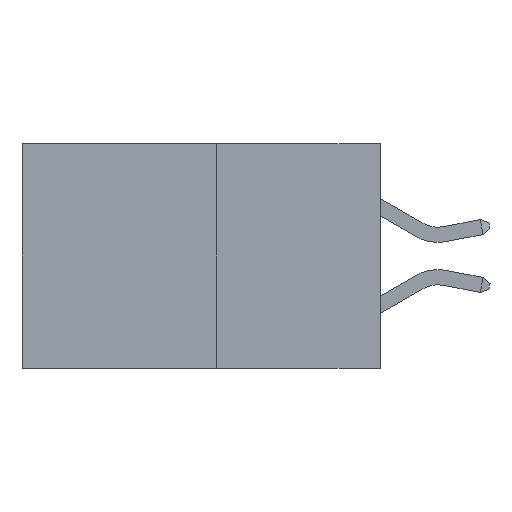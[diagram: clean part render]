
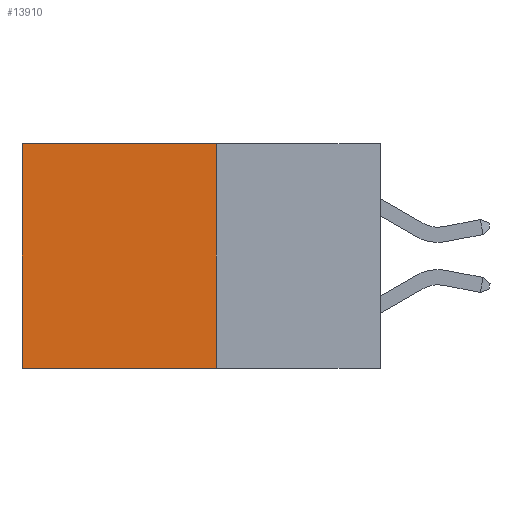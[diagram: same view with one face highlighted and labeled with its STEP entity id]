
A CAD part, left-side view. The second image highlights one B-rep face of the part: STEP entity #13910.
In plain terms, the highlighted planar face has unit normal (-1, 0, 0).
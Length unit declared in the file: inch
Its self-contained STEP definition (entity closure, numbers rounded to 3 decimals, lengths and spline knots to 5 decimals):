
#764 = VERTEX_POINT ( 'NONE', #8261 ) ;
#1126 = CARTESIAN_POINT ( 'NONE',  ( 0.277, 0.59, 0. ) ) ;
#1160 = DIRECTION ( 'NONE',  ( 0., 0., -1. ) ) ;
#1238 = VECTOR ( 'NONE', #9199, 39.37008 ) ;
#2046 = DIRECTION ( 'NONE',  ( 0., 1., 0. ) ) ;
#2860 = VECTOR ( 'NONE', #1160, 39.37008 ) ;
#3084 = EDGE_CURVE ( 'NONE', #18392, #17153, #16105, .T. ) ;
#3957 = ORIENTED_EDGE ( 'NONE', *, *, #3084, .F. ) ;
#3967 = CARTESIAN_POINT ( 'NONE',  ( 0.277, 0.27, 0. ) ) ;
#4763 = CARTESIAN_POINT ( 'NONE',  ( 0.277, 0.27, -0.37 ) ) ;
#4801 = ORIENTED_EDGE ( 'NONE', *, *, #12971, .F. ) ;
#5365 = LINE ( 'NONE', #9094, #1238 ) ;
#5444 = EDGE_CURVE ( 'NONE', #18392, #7501, #5365, .T. ) ;
#5490 = LINE ( 'NONE', #9718, #16891 ) ;
#6516 = ORIENTED_EDGE ( 'NONE', *, *, #5444, .T. ) ;
#7150 = PLANE ( 'NONE',  #8222 ) ;
#7463 = LINE ( 'NONE', #16595, #2860 ) ;
#7501 = VERTEX_POINT ( 'NONE', #1126 ) ;
#7896 = VECTOR ( 'NONE', #18279, 39.37008 ) ;
#8222 = AXIS2_PLACEMENT_3D ( 'NONE', #16421, #8728, #19506 ) ;
#8261 = CARTESIAN_POINT ( 'NONE',  ( 0.277, 0.59, -0.37 ) ) ;
#8728 = DIRECTION ( 'NONE',  ( 1., 0., 0. ) ) ;
#9094 = CARTESIAN_POINT ( 'NONE',  ( 0.277, 0.27, 0. ) ) ;
#9199 = DIRECTION ( 'NONE',  ( 0., 1., 0. ) ) ;
#9718 = CARTESIAN_POINT ( 'NONE',  ( 0.277, 0.27, -0.37 ) ) ;
#12971 = EDGE_CURVE ( 'NONE', #17153, #764, #5490, .T. ) ;
#13910 = ADVANCED_FACE ( 'NONE', ( #17443 ), #7150, .F. ) ;
#14171 = EDGE_LOOP ( 'NONE', ( #18787, #4801, #3957, #6516 ) ) ;
#14719 = EDGE_CURVE ( 'NONE', #7501, #764, #7463, .T. ) ;
#16105 = LINE ( 'NONE', #19130, #7896 ) ;
#16421 = CARTESIAN_POINT ( 'NONE',  ( 0.277, 0.27, -0.37 ) ) ;
#16595 = CARTESIAN_POINT ( 'NONE',  ( 0.277, 0.59, -0.37 ) ) ;
#16891 = VECTOR ( 'NONE', #2046, 39.37008 ) ;
#17153 = VERTEX_POINT ( 'NONE', #4763 ) ;
#17443 = FACE_OUTER_BOUND ( 'NONE', #14171, .T. ) ;
#18279 = DIRECTION ( 'NONE',  ( 0., 0., -1. ) ) ;
#18392 = VERTEX_POINT ( 'NONE', #3967 ) ;
#18787 = ORIENTED_EDGE ( 'NONE', *, *, #14719, .T. ) ;
#19130 = CARTESIAN_POINT ( 'NONE',  ( 0.277, 0.27, -0.37 ) ) ;
#19506 = DIRECTION ( 'NONE',  ( 0., 0., -1. ) ) ;
